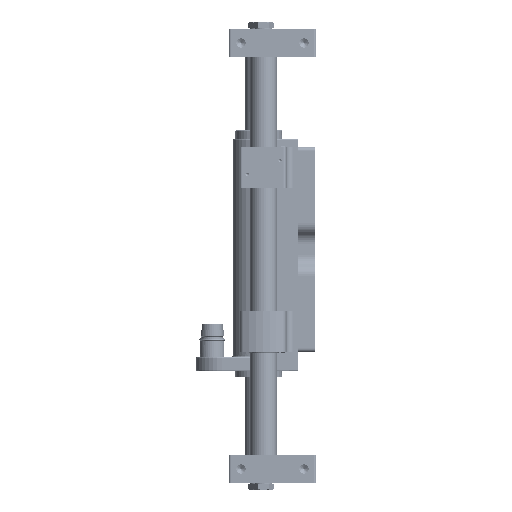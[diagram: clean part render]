
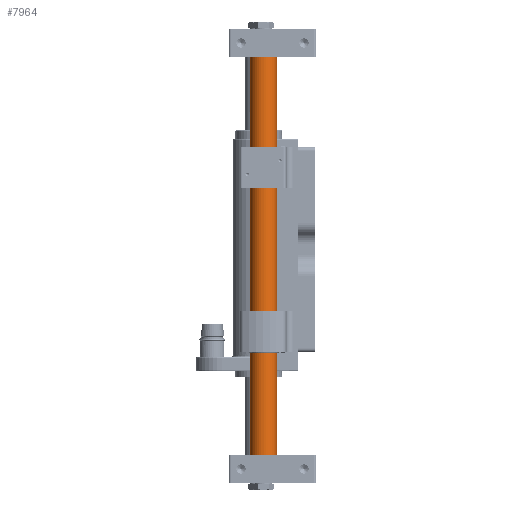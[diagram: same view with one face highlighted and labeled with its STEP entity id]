
A CAD part, left-side view. The second image highlights one B-rep face of the part: STEP entity #7964.
In plain terms, the highlighted cylindrical face has radius 10 mm (diameter 20 mm), a full revolution.
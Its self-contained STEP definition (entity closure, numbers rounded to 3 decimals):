
#582 = CARTESIAN_POINT ( 'NONE',  ( 0., 0., 1. ) ) ;
#2041 = DIRECTION ( 'NONE',  ( 0., 0., -1. ) ) ;
#2208 = CARTESIAN_POINT ( 'NONE',  ( 0., 0., 303. ) ) ;
#3276 = DIRECTION ( 'NONE',  ( 1., 0., 0. ) ) ;
#4332 = DIRECTION ( 'NONE',  ( -1., 0., 0. ) ) ;
#5000 = AXIS2_PLACEMENT_3D ( 'NONE', #2208, #23688, #4332 ) ;
#5275 = EDGE_CURVE ( 'NONE', #18613, #18613, #19659, .T. ) ;
#5558 = CARTESIAN_POINT ( 'NONE',  ( 10., 0., 302. ) ) ;
#5763 = CARTESIAN_POINT ( 'NONE',  ( 10., 0., 1. ) ) ;
#6444 = FACE_OUTER_BOUND ( 'NONE', #18107, .T. ) ;
#7633 = VERTEX_POINT ( 'NONE', #5558 ) ;
#7964 = ADVANCED_FACE ( 'NONE', ( #23819, #6444 ), #19727, .T. ) ;
#10764 = DIRECTION ( 'NONE',  ( 1., 0., 0. ) ) ;
#11872 = DIRECTION ( 'NONE',  ( 0., 0., 1. ) ) ;
#12767 = CARTESIAN_POINT ( 'NONE',  ( 0., 0., 302. ) ) ;
#12882 = ORIENTED_EDGE ( 'NONE', *, *, #5275, .T. ) ;
#13470 = EDGE_LOOP ( 'NONE', ( #12882 ) ) ;
#16145 = AXIS2_PLACEMENT_3D ( 'NONE', #12767, #2041, #10764 ) ;
#16830 = ORIENTED_EDGE ( 'NONE', *, *, #24243, .T. ) ;
#18107 = EDGE_LOOP ( 'NONE', ( #16830 ) ) ;
#18613 = VERTEX_POINT ( 'NONE', #5763 ) ;
#19659 = CIRCLE ( 'NONE', #26376, 10. ) ;
#19727 = CYLINDRICAL_SURFACE ( 'NONE', #5000, 10. ) ;
#23688 = DIRECTION ( 'NONE',  ( 0., 0., -1. ) ) ;
#23819 = FACE_OUTER_BOUND ( 'NONE', #13470, .T. ) ;
#24243 = EDGE_CURVE ( 'NONE', #7633, #7633, #24720, .T. ) ;
#24720 = CIRCLE ( 'NONE', #16145, 10. ) ;
#26376 = AXIS2_PLACEMENT_3D ( 'NONE', #582, #11872, #3276 ) ;
